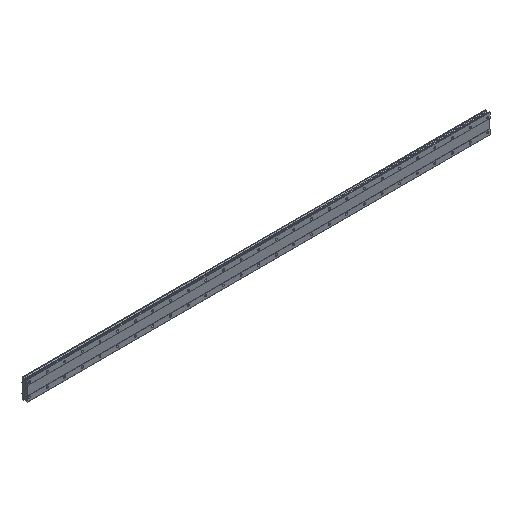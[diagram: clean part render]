
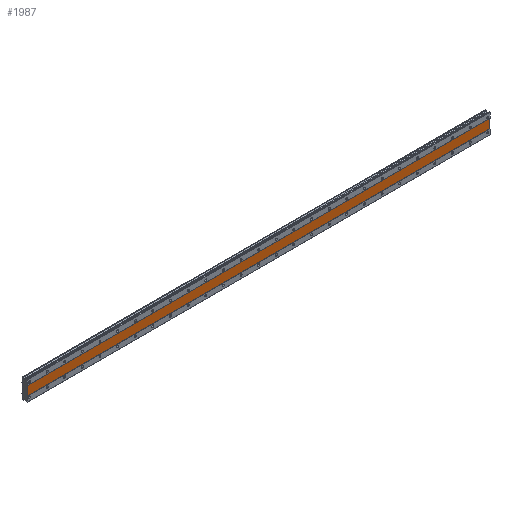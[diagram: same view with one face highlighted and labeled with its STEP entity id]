
A CAD part, isometric view. The second image highlights one B-rep face of the part: STEP entity #1987.
In plain terms, the highlighted planar face has unit normal (0, -1, 0).
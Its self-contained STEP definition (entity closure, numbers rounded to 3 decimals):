
#210 = VERTEX_POINT ( 'NONE', #8754 ) ;
#536 = DIRECTION ( 'NONE',  ( 1., 0., 0. ) ) ;
#609 = ORIENTED_EDGE ( 'NONE', *, *, #4548, .F. ) ;
#682 = CARTESIAN_POINT ( 'NONE',  ( -10., 1., 20. ) ) ;
#1728 = CARTESIAN_POINT ( 'NONE',  ( 2090., 1., -20. ) ) ;
#1744 = CARTESIAN_POINT ( 'NONE',  ( 2090., 1., -20. ) ) ;
#1825 = VERTEX_POINT ( 'NONE', #4537 ) ;
#1987 = ADVANCED_FACE ( 'NONE', ( #6923 ), #2426, .F. ) ;
#2118 = LINE ( 'NONE', #4938, #3581 ) ;
#2426 = PLANE ( 'NONE',  #4562 ) ;
#3578 = LINE ( 'NONE', #5792, #8202 ) ;
#3581 = VECTOR ( 'NONE', #5080, 1000. ) ;
#3595 = DIRECTION ( 'NONE',  ( 0., 0., 1. ) ) ;
#3856 = ORIENTED_EDGE ( 'NONE', *, *, #6537, .F. ) ;
#4001 = ORIENTED_EDGE ( 'NONE', *, *, #5734, .F. ) ;
#4317 = LINE ( 'NONE', #682, #7563 ) ;
#4497 = EDGE_LOOP ( 'NONE', ( #5107, #4001, #3856, #609 ) ) ;
#4537 = CARTESIAN_POINT ( 'NONE',  ( -10., 1., -20. ) ) ;
#4548 = EDGE_CURVE ( 'NONE', #1825, #210, #4317, .T. ) ;
#4562 = AXIS2_PLACEMENT_3D ( 'NONE', #5345, #9178, #4760 ) ;
#4631 = EDGE_CURVE ( 'NONE', #8476, #1825, #8303, .T. ) ;
#4760 = DIRECTION ( 'NONE',  ( 0., 0., 1. ) ) ;
#4938 = CARTESIAN_POINT ( 'NONE',  ( 2090., 1., 20. ) ) ;
#5080 = DIRECTION ( 'NONE',  ( 0., 0., -1. ) ) ;
#5107 = ORIENTED_EDGE ( 'NONE', *, *, #4631, .F. ) ;
#5168 = DIRECTION ( 'NONE',  ( -1., 0., 0. ) ) ;
#5345 = CARTESIAN_POINT ( 'NONE',  ( 2090., 1., 20. ) ) ;
#5734 = EDGE_CURVE ( 'NONE', #7743, #8476, #2118, .T. ) ;
#5792 = CARTESIAN_POINT ( 'NONE',  ( 2090., 1., 20. ) ) ;
#6537 = EDGE_CURVE ( 'NONE', #210, #7743, #3578, .T. ) ;
#6923 = FACE_OUTER_BOUND ( 'NONE', #4497, .T. ) ;
#7563 = VECTOR ( 'NONE', #3595, 1000. ) ;
#7743 = VERTEX_POINT ( 'NONE', #8444 ) ;
#8202 = VECTOR ( 'NONE', #536, 1000. ) ;
#8303 = LINE ( 'NONE', #1728, #8794 ) ;
#8444 = CARTESIAN_POINT ( 'NONE',  ( 2090., 1., 20. ) ) ;
#8476 = VERTEX_POINT ( 'NONE', #1744 ) ;
#8754 = CARTESIAN_POINT ( 'NONE',  ( -10., 1., 20. ) ) ;
#8794 = VECTOR ( 'NONE', #5168, 1000. ) ;
#9178 = DIRECTION ( 'NONE',  ( 0., 1., 0. ) ) ;
